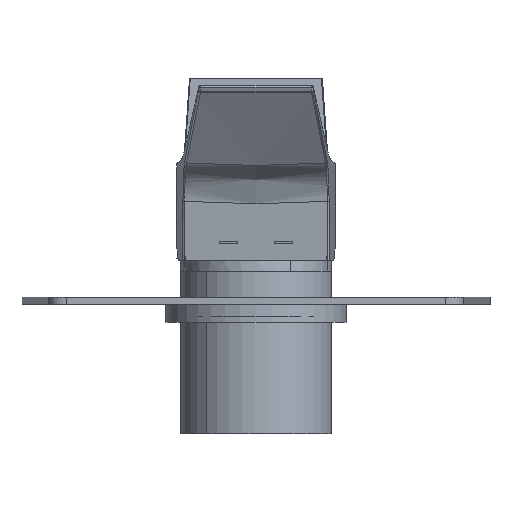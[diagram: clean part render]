
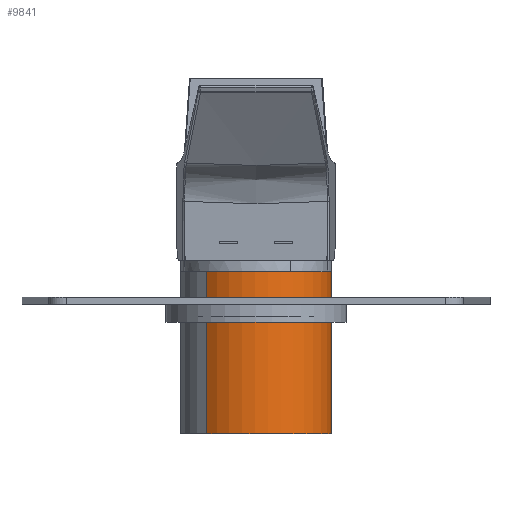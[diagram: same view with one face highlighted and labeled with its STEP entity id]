
A CAD part, front view. The second image highlights one B-rep face of the part: STEP entity #9841.
In plain terms, the highlighted cylindrical face has radius 21 mm (diameter 42 mm), a partial arc.
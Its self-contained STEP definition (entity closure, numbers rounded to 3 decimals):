
#2070 = LINE ( 'NONE', #6269, #17676 ) ;
#2702 = VERTEX_POINT ( 'NONE', #4872 ) ;
#2824 = AXIS2_PLACEMENT_3D ( 'NONE', #18839, #10804, #5794 ) ;
#2878 = CIRCLE ( 'NONE', #4083, 21. ) ;
#3080 = ORIENTED_EDGE ( 'NONE', *, *, #11499, .T. ) ;
#4083 = AXIS2_PLACEMENT_3D ( 'NONE', #16696, #8127, #12426 ) ;
#4507 = EDGE_CURVE ( 'NONE', #7426, #11109, #2878, .T. ) ;
#4754 = DIRECTION ( 'NONE',  ( 0., 0., -1. ) ) ;
#4852 = DIRECTION ( 'NONE',  ( 0., 0., -1. ) ) ;
#4872 = CARTESIAN_POINT ( 'NONE',  ( 49., 40.146, -120.348 ) ) ;
#5794 = DIRECTION ( 'NONE',  ( -0.652, -0.758, 0. ) ) ;
#6180 = CARTESIAN_POINT ( 'NONE',  ( 62.7, 56.062, -75.348 ) ) ;
#6269 = CARTESIAN_POINT ( 'NONE',  ( 49., 40.146, -75.348 ) ) ;
#7039 = EDGE_CURVE ( 'NONE', #11109, #18500, #12891, .T. ) ;
#7426 = VERTEX_POINT ( 'NONE', #9980 ) ;
#8127 = DIRECTION ( 'NONE',  ( 0., 0., 1. ) ) ;
#8544 = AXIS2_PLACEMENT_3D ( 'NONE', #6180, #4852, #12094 ) ;
#8706 = ORIENTED_EDGE ( 'NONE', *, *, #8767, .T. ) ;
#8767 = EDGE_CURVE ( 'NONE', #7426, #2702, #2070, .T. ) ;
#9841 = ADVANCED_FACE ( 'NONE', ( #15222 ), #13611, .T. ) ;
#9980 = CARTESIAN_POINT ( 'NONE',  ( 49., 40.146, -75.348 ) ) ;
#10411 = CARTESIAN_POINT ( 'NONE',  ( 76.4, 71.978, -75.348 ) ) ;
#10804 = DIRECTION ( 'NONE',  ( 0., 0., 1. ) ) ;
#11109 = VERTEX_POINT ( 'NONE', #10411 ) ;
#11366 = CARTESIAN_POINT ( 'NONE',  ( 76.4, 71.978, -75.348 ) ) ;
#11499 = EDGE_CURVE ( 'NONE', #2702, #18500, #15288, .T. ) ;
#12073 = EDGE_LOOP ( 'NONE', ( #17236, #8706, #3080, #16553 ) ) ;
#12094 = DIRECTION ( 'NONE',  ( 0.652, 0.758, 0. ) ) ;
#12426 = DIRECTION ( 'NONE',  ( -0.652, -0.758, 0. ) ) ;
#12891 = LINE ( 'NONE', #11366, #15651 ) ;
#13611 = CYLINDRICAL_SURFACE ( 'NONE', #8544, 21. ) ;
#15222 = FACE_OUTER_BOUND ( 'NONE', #12073, .T. ) ;
#15288 = CIRCLE ( 'NONE', #2824, 21. ) ;
#15651 = VECTOR ( 'NONE', #18682, 1000. ) ;
#16553 = ORIENTED_EDGE ( 'NONE', *, *, #7039, .F. ) ;
#16696 = CARTESIAN_POINT ( 'NONE',  ( 62.7, 56.062, -75.348 ) ) ;
#17236 = ORIENTED_EDGE ( 'NONE', *, *, #4507, .F. ) ;
#17676 = VECTOR ( 'NONE', #4754, 1000. ) ;
#18500 = VERTEX_POINT ( 'NONE', #18643 ) ;
#18643 = CARTESIAN_POINT ( 'NONE',  ( 76.4, 71.978, -120.348 ) ) ;
#18682 = DIRECTION ( 'NONE',  ( 0., 0., -1. ) ) ;
#18839 = CARTESIAN_POINT ( 'NONE',  ( 62.7, 56.062, -120.348 ) ) ;
